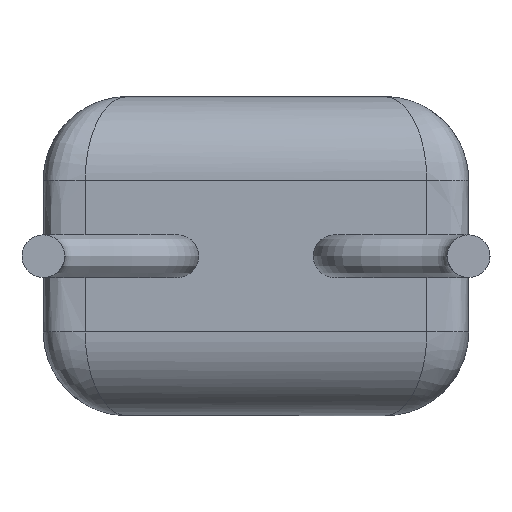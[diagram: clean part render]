
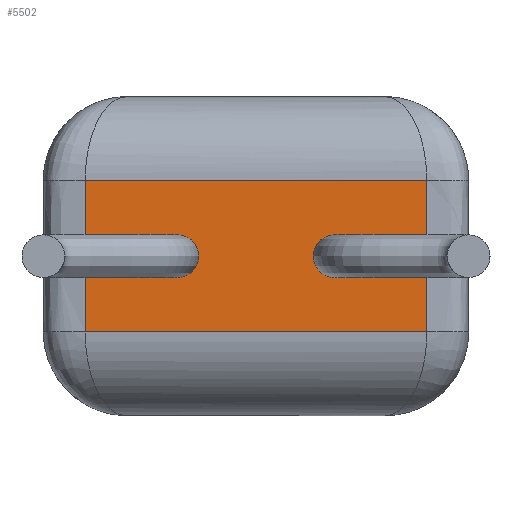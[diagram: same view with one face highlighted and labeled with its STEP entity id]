
A CAD part, front view. The second image highlights one B-rep face of the part: STEP entity #5502.
In plain terms, the highlighted planar face has unit normal (0, -1, 0).
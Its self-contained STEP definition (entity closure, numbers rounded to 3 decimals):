
#94 = CARTESIAN_POINT ( 'NONE',  ( 3.48, 0., 2.16 ) ) ;
#156 = DIRECTION ( 'NONE',  ( 0., 1., 0. ) ) ;
#174 = CARTESIAN_POINT ( 'NONE',  ( 1.6, 0., 1.905 ) ) ;
#343 = CARTESIAN_POINT ( 'NONE',  ( 0.5, 0., 2.81 ) ) ;
#441 = AXIS2_PLACEMENT_3D ( 'NONE', #3601, #5692, #4661 ) ;
#503 = PLANE ( 'NONE',  #441 ) ;
#514 = CARTESIAN_POINT ( 'NONE',  ( 1.6, 0., 2.16 ) ) ;
#563 = LINE ( 'NONE', #2325, #727 ) ;
#635 = CARTESIAN_POINT ( 'NONE',  ( 4.58, 0., 1. ) ) ;
#689 = CARTESIAN_POINT ( 'NONE',  ( 1.6, 0., 1.905 ) ) ;
#727 = VECTOR ( 'NONE', #5490, 1000. ) ;
#1097 = AXIS2_PLACEMENT_3D ( 'NONE', #4052, #5529, #1974 ) ;
#1127 = CARTESIAN_POINT ( 'NONE',  ( 0.5, 0., 2.207 ) ) ;
#1260 = CARTESIAN_POINT ( 'NONE',  ( 0.5, 0., 1. ) ) ;
#1322 = CARTESIAN_POINT ( 'NONE',  ( 3.48, 0., 1.65 ) ) ;
#1455 = B_SPLINE_CURVE_WITH_KNOTS ( 'NONE', 3,
 ( #1605, #2659, #4176, #5716 ),
 .UNSPECIFIED., .F., .F.,
 ( 4, 4 ),
 ( 0.262, 0.738 ),
 .UNSPECIFIED. ) ;
#1590 = CIRCLE ( 'NONE', #5380, 0.255 ) ;
#1605 = CARTESIAN_POINT ( 'NONE',  ( 4.58, 0., 1. ) ) ;
#1624 = VERTEX_POINT ( 'NONE', #343 ) ;
#1765 = CARTESIAN_POINT ( 'NONE',  ( 3.48, 0., 1.905 ) ) ;
#1974 = DIRECTION ( 'NONE',  ( 0., 0., -1. ) ) ;
#2157 = VERTEX_POINT ( 'NONE', #3385 ) ;
#2175 = CARTESIAN_POINT ( 'NONE',  ( 0.5, 0., 1.603 ) ) ;
#2215 = CARTESIAN_POINT ( 'NONE',  ( 0.5, 0., 1. ) ) ;
#2296 = DIRECTION ( 'NONE',  ( 0., 0., -1. ) ) ;
#2325 = CARTESIAN_POINT ( 'NONE',  ( 0., 0., 2.81 ) ) ;
#2659 = CARTESIAN_POINT ( 'NONE',  ( 4.58, 0., 1.603 ) ) ;
#2930 = ORIENTED_EDGE ( 'NONE', *, *, #3013, .T. ) ;
#3013 = EDGE_CURVE ( 'NONE', #4836, #1624, #563, .T. ) ;
#3019 = CARTESIAN_POINT ( 'NONE',  ( 4.58, 0., 1. ) ) ;
#3065 = FACE_BOUND ( 'NONE', #6570, .T. ) ;
#3153 = CARTESIAN_POINT ( 'NONE',  ( 0.5, 0., 2.81 ) ) ;
#3187 = EDGE_LOOP ( 'NONE', ( #3262, #6563, #6673, #2930 ) ) ;
#3262 = ORIENTED_EDGE ( 'NONE', *, *, #3325, .T. ) ;
#3287 = EDGE_CURVE ( 'NONE', #4388, #4836, #1455, .T. ) ;
#3325 = EDGE_CURVE ( 'NONE', #1624, #4254, #5873, .T. ) ;
#3385 = CARTESIAN_POINT ( 'NONE',  ( 1.6, 0., 1.65 ) ) ;
#3401 = LINE ( 'NONE', #635, #4138 ) ;
#3413 = EDGE_CURVE ( 'NONE', #4254, #4388, #3401, .T. ) ;
#3601 = CARTESIAN_POINT ( 'NONE',  ( 0., 0., 3.81 ) ) ;
#3816 = FACE_BOUND ( 'NONE', #4701, .T. ) ;
#3821 = CARTESIAN_POINT ( 'NONE',  ( 4.58, 0., 2.81 ) ) ;
#3855 = ORIENTED_EDGE ( 'NONE', *, *, #4325, .T. ) ;
#3876 = ORIENTED_EDGE ( 'NONE', *, *, #4033, .F. ) ;
#3878 = CIRCLE ( 'NONE', #4362, 0.255 ) ;
#4033 = EDGE_CURVE ( 'NONE', #4463, #2157, #3878, .T. ) ;
#4052 = CARTESIAN_POINT ( 'NONE',  ( 3.48, 0., 1.905 ) ) ;
#4083 = ORIENTED_EDGE ( 'NONE', *, *, #4717, .T. ) ;
#4138 = VECTOR ( 'NONE', #4270, 1000. ) ;
#4176 = CARTESIAN_POINT ( 'NONE',  ( 4.58, 0., 2.207 ) ) ;
#4254 = VERTEX_POINT ( 'NONE', #1260 ) ;
#4259 = VERTEX_POINT ( 'NONE', #1322 ) ;
#4270 = DIRECTION ( 'NONE',  ( 1., 0., 0. ) ) ;
#4325 = EDGE_CURVE ( 'NONE', #4259, #5800, #5238, .T. ) ;
#4330 = DIRECTION ( 'NONE',  ( 0., 0., 1. ) ) ;
#4362 = AXIS2_PLACEMENT_3D ( 'NONE', #174, #5860, #5352 ) ;
#4388 = VERTEX_POINT ( 'NONE', #3019 ) ;
#4463 = VERTEX_POINT ( 'NONE', #514 ) ;
#4661 = DIRECTION ( 'NONE',  ( 0., 0., 1. ) ) ;
#4701 = EDGE_LOOP ( 'NONE', ( #4083, #3855 ) ) ;
#4717 = EDGE_CURVE ( 'NONE', #5800, #4259, #1590, .T. ) ;
#4807 = EDGE_CURVE ( 'NONE', #2157, #4463, #6058, .T. ) ;
#4836 = VERTEX_POINT ( 'NONE', #3821 ) ;
#4886 = DIRECTION ( 'NONE',  ( 0., -1., 0. ) ) ;
#5238 = CIRCLE ( 'NONE', #1097, 0.255 ) ;
#5326 = FACE_OUTER_BOUND ( 'NONE', #3187, .T. ) ;
#5352 = DIRECTION ( 'NONE',  ( 0., 0., 1. ) ) ;
#5380 = AXIS2_PLACEMENT_3D ( 'NONE', #1765, #156, #2296 ) ;
#5468 = ORIENTED_EDGE ( 'NONE', *, *, #4807, .F. ) ;
#5490 = DIRECTION ( 'NONE',  ( -1., 0., 0. ) ) ;
#5502 = ADVANCED_FACE ( 'NONE', ( #3816, #5326, #3065 ), #503, .F. ) ;
#5508 = AXIS2_PLACEMENT_3D ( 'NONE', #689, #4886, #4330 ) ;
#5529 = DIRECTION ( 'NONE',  ( 0., 1., 0. ) ) ;
#5692 = DIRECTION ( 'NONE',  ( 0., 1., 0. ) ) ;
#5716 = CARTESIAN_POINT ( 'NONE',  ( 4.58, 0., 2.81 ) ) ;
#5800 = VERTEX_POINT ( 'NONE', #94 ) ;
#5860 = DIRECTION ( 'NONE',  ( 0., -1., 0. ) ) ;
#5873 = B_SPLINE_CURVE_WITH_KNOTS ( 'NONE', 3,
 ( #3153, #1127, #2175, #2215 ),
 .UNSPECIFIED., .F., .F.,
 ( 4, 4 ),
 ( 0.262, 0.738 ),
 .UNSPECIFIED. ) ;
#6058 = CIRCLE ( 'NONE', #5508, 0.255 ) ;
#6563 = ORIENTED_EDGE ( 'NONE', *, *, #3413, .T. ) ;
#6570 = EDGE_LOOP ( 'NONE', ( #3876, #5468 ) ) ;
#6673 = ORIENTED_EDGE ( 'NONE', *, *, #3287, .T. ) ;
